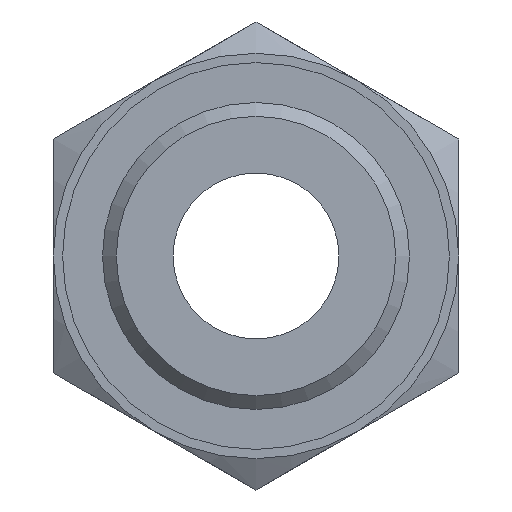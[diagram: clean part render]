
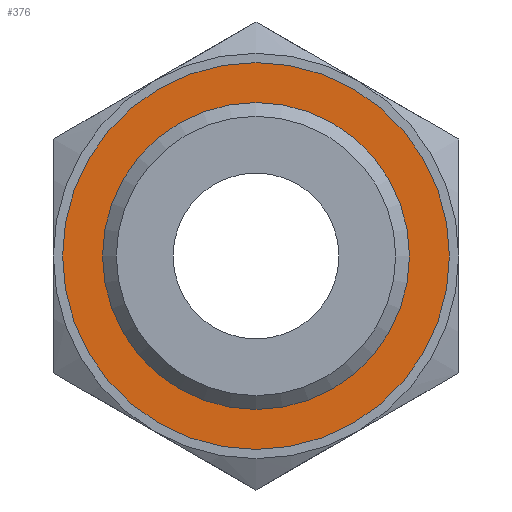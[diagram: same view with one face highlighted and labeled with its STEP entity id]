
A CAD part, left-side view. The second image highlights one B-rep face of the part: STEP entity #376.
In plain terms, the highlighted planar face has unit normal (-1, 0, 0).
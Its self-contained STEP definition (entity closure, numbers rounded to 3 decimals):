
#19=FACE_BOUND('',#116,.T.);
#68=PLANE('',#440);
#89=FACE_OUTER_BOUND('',#115,.T.);
#115=EDGE_LOOP('',(#339,#340));
#116=EDGE_LOOP('',(#341,#342));
#138=CIRCLE('',#438,10.5);
#139=CIRCLE('',#439,10.5);
#140=CIRCLE('',#441,8.331);
#141=CIRCLE('',#442,8.331);
#186=VERTEX_POINT('',#679);
#187=VERTEX_POINT('',#680);
#188=VERTEX_POINT('',#685);
#189=VERTEX_POINT('',#686);
#237=EDGE_CURVE('',#186,#187,#138,.T.);
#238=EDGE_CURVE('',#187,#186,#139,.T.);
#240=EDGE_CURVE('',#188,#189,#140,.T.);
#241=EDGE_CURVE('',#189,#188,#141,.T.);
#339=ORIENTED_EDGE('',*,*,#237,.T.);
#340=ORIENTED_EDGE('',*,*,#238,.T.);
#341=ORIENTED_EDGE('',*,*,#240,.F.);
#342=ORIENTED_EDGE('',*,*,#241,.F.);
#376=ADVANCED_FACE('',(#89,#19),#68,.T.);
#438=AXIS2_PLACEMENT_3D('',#681,#541,#542);
#439=AXIS2_PLACEMENT_3D('',#682,#543,#544);
#440=AXIS2_PLACEMENT_3D('',#684,#546,#547);
#441=AXIS2_PLACEMENT_3D('',#687,#548,#549);
#442=AXIS2_PLACEMENT_3D('',#688,#550,#551);
#541=DIRECTION('center_axis',(-1.,0.,0.));
#542=DIRECTION('ref_axis',(0.,1.,0.));
#543=DIRECTION('center_axis',(-1.,0.,0.));
#544=DIRECTION('ref_axis',(0.,1.,0.));
#546=DIRECTION('center_axis',(-1.,0.,0.));
#547=DIRECTION('ref_axis',(0.,0.,1.));
#548=DIRECTION('center_axis',(-1.,0.,0.));
#549=DIRECTION('ref_axis',(0.,1.,0.));
#550=DIRECTION('center_axis',(-1.,0.,0.));
#551=DIRECTION('ref_axis',(0.,1.,0.));
#679=CARTESIAN_POINT('',(0.,10.5,0.));
#680=CARTESIAN_POINT('',(0.,-10.5,0.));
#681=CARTESIAN_POINT('Origin',(0.,0.,
0.));
#682=CARTESIAN_POINT('Origin',(0.,0.,
0.));
#684=CARTESIAN_POINT('Origin',(0.,9.416,0.));
#685=CARTESIAN_POINT('',(0.,8.331,0.));
#686=CARTESIAN_POINT('',(0.,-8.331,0.));
#687=CARTESIAN_POINT('Origin',(0.,0.,
0.));
#688=CARTESIAN_POINT('Origin',(0.,0.,
0.));
